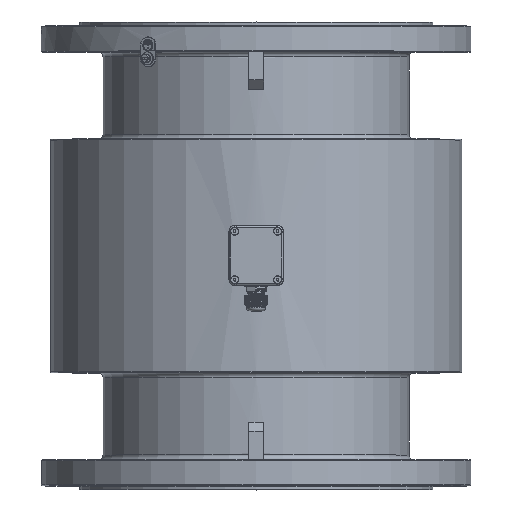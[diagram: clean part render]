
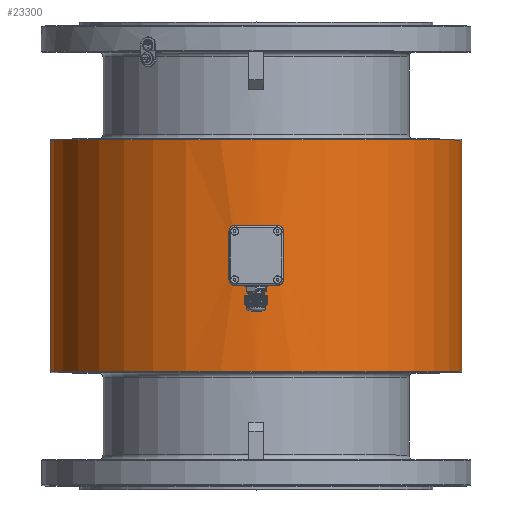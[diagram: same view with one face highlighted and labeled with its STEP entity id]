
A CAD part, top view. The second image highlights one B-rep face of the part: STEP entity #23300.
In plain terms, the highlighted cylindrical face has radius 220 mm (diameter 440 mm), a full revolution.
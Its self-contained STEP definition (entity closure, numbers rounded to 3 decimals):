
#722=FACE_BOUND('',#3150,.T.);
#1605=FACE_OUTER_BOUND('',#3149,.T.);
#3149=EDGE_LOOP('',(#15872,#15873,#15874,#15875));
#3150=EDGE_LOOP('',(#15876,#15877));
#4616=CIRCLE('',#24969,220.);
#4619=CIRCLE('',#24973,220.);
#5923=B_SPLINE_CURVE_WITH_KNOTS('',3,(#45608,#45609,#45610,#45611,#45612,
#45613,#45614,#45615,#45616,#45617,#45618,#45619,#45620,#45621,#45622,#45623,
#45624,#45625,#45626,#45627,#45628,#45629,#45630,#45631,#45632,#45633,#45634,
#45635,#45636,#45637,#45638,#45639,#45640,#45641,#45642),.UNSPECIFIED.,
 .F.,.F.,(4,2,2,2,2,2,2,2,3,2,2,2,2,2,2,2,4),(-3.166,-2.77,
-2.375,-1.979,-1.583,-1.187,
-0.792,-0.396,0.,0.396,0.792,
1.187,1.583,1.979,2.375,2.77,
3.166),.UNSPECIFIED.);
#5924=B_SPLINE_CURVE_WITH_KNOTS('',3,(#45643,#45644,#45645,#45646,#45647,
#45648,#45649,#45650,#45651,#45652,#45653,#45654,#45655,#45656,#45657,#45658,
#45659,#45660,#45661,#45662,#45663,#45664,#45665,#45666,#45667,#45668,#45669,
#45670,#45671,#45672,#45673,#45674,#45675,#45676),.UNSPECIFIED.,.F.,.F.,
(4,2,2,2,2,2,2,2,2,2,2,2,2,2,2,2,4),(3.166,3.562,
3.958,4.354,4.749,5.145,5.541,
5.937,6.332,6.728,7.124,7.52,
7.916,8.311,8.707,9.103,9.499),
 .UNSPECIFIED.);
#6487=LINE('',#45605,#7921);
#7921=VECTOR('',#28375,220.);
#9563=VERTEX_POINT('',#45597);
#9565=VERTEX_POINT('',#45603);
#9566=VERTEX_POINT('',#45606);
#9567=VERTEX_POINT('',#45607);
#11806=EDGE_CURVE('',#9563,#9563,#4616,.T.);
#11809=EDGE_CURVE('',#9565,#9565,#4619,.T.);
#11810=EDGE_CURVE('',#9565,#9563,#6487,.T.);
#11811=EDGE_CURVE('',#9566,#9567,#5923,.T.);
#11812=EDGE_CURVE('',#9567,#9566,#5924,.T.);
#15872=ORIENTED_EDGE('',*,*,#11809,.F.);
#15873=ORIENTED_EDGE('',*,*,#11810,.T.);
#15874=ORIENTED_EDGE('',*,*,#11806,.F.);
#15875=ORIENTED_EDGE('',*,*,#11810,.F.);
#15876=ORIENTED_EDGE('',*,*,#11811,.T.);
#15877=ORIENTED_EDGE('',*,*,#11812,.T.);
#21518=CYLINDRICAL_SURFACE('',#24972,220.);
#23300=ADVANCED_FACE('',(#1605,#722),#21518,.T.);
#24969=AXIS2_PLACEMENT_3D('',#45598,#28365,#28366);
#24972=AXIS2_PLACEMENT_3D('',#45602,#28371,#28372);
#24973=AXIS2_PLACEMENT_3D('',#45604,#28373,#28374);
#28365=DIRECTION('center_axis',(-1.,0.,0.));
#28366=DIRECTION('ref_axis',(0.,-1.,0.));
#28371=DIRECTION('center_axis',(1.,0.,0.));
#28372=DIRECTION('ref_axis',(0.,1.,0.));
#28373=DIRECTION('center_axis',(1.,0.,0.));
#28374=DIRECTION('ref_axis',(0.,-1.,0.));
#28375=DIRECTION('',(-1.,0.,0.));
#45597=CARTESIAN_POINT('',(-124.,-514.,0.));
#45598=CARTESIAN_POINT('Origin',(-124.,-294.,0.));
#45602=CARTESIAN_POINT('Origin',(0.,-294.,0.));
#45603=CARTESIAN_POINT('',(124.,-514.,0.));
#45604=CARTESIAN_POINT('Origin',(124.,-294.,0.));
#45605=CARTESIAN_POINT('',(0.,-514.,0.));
#45606=CARTESIAN_POINT('',(-21.,-74.,0.));
#45607=CARTESIAN_POINT('',(21.,-74.,0.));
#45608=CARTESIAN_POINT('Ctrl Pts',(-21.,-74.,
0.));
#45609=CARTESIAN_POINT('Ctrl Pts',(-21.,-74.,
-1.319));
#45610=CARTESIAN_POINT('Ctrl Pts',(-20.874,-74.012,-2.683));
#45611=CARTESIAN_POINT('Ctrl Pts',(-20.342,-74.062,-5.396));
#45612=CARTESIAN_POINT('Ctrl Pts',(-19.936,-74.1,
-6.745));
#45613=CARTESIAN_POINT('Ctrl Pts',(-18.865,-74.194,
-9.332));
#45614=CARTESIAN_POINT('Ctrl Pts',(-18.197,-74.251,
-10.572));
#45615=CARTESIAN_POINT('Ctrl Pts',(-16.656,-74.373,-12.865));
#45616=CARTESIAN_POINT('Ctrl Pts',(-15.781,-74.439,
-13.917));
#45617=CARTESIAN_POINT('Ctrl Pts',(-13.917,-74.565,
-15.781));
#45618=CARTESIAN_POINT('Ctrl Pts',(-12.865,-74.63,-16.656));
#45619=CARTESIAN_POINT('Ctrl Pts',(-10.572,-74.753,
-18.197));
#45620=CARTESIAN_POINT('Ctrl Pts',(-9.332,-74.81,
-18.865));
#45621=CARTESIAN_POINT('Ctrl Pts',(-6.745,-74.905,
-19.936));
#45622=CARTESIAN_POINT('Ctrl Pts',(-5.396,-74.942,
-20.342));
#45623=CARTESIAN_POINT('Ctrl Pts',(-2.683,-74.992,
-20.874));
#45624=CARTESIAN_POINT('Ctrl Pts',(-1.319,-75.005,
-21.));
#45625=CARTESIAN_POINT('Ctrl Pts',(0.,-75.005,
-21.));
#45626=CARTESIAN_POINT('Ctrl Pts',(1.319,-75.005,-21.));
#45627=CARTESIAN_POINT('Ctrl Pts',(2.683,-74.992,-20.874));
#45628=CARTESIAN_POINT('Ctrl Pts',(5.396,-74.942,-20.342));
#45629=CARTESIAN_POINT('Ctrl Pts',(6.745,-74.905,-19.936));
#45630=CARTESIAN_POINT('Ctrl Pts',(9.332,-74.81,-18.865));
#45631=CARTESIAN_POINT('Ctrl Pts',(10.572,-74.753,-18.197));
#45632=CARTESIAN_POINT('Ctrl Pts',(12.865,-74.63,-16.656));
#45633=CARTESIAN_POINT('Ctrl Pts',(13.917,-74.565,-15.781));
#45634=CARTESIAN_POINT('Ctrl Pts',(15.781,-74.439,-13.917));
#45635=CARTESIAN_POINT('Ctrl Pts',(16.656,-74.373,-12.865));
#45636=CARTESIAN_POINT('Ctrl Pts',(18.197,-74.251,-10.572));
#45637=CARTESIAN_POINT('Ctrl Pts',(18.865,-74.194,-9.332));
#45638=CARTESIAN_POINT('Ctrl Pts',(19.936,-74.1,-6.745));
#45639=CARTESIAN_POINT('Ctrl Pts',(20.342,-74.062,-5.396));
#45640=CARTESIAN_POINT('Ctrl Pts',(20.874,-74.012,-2.683));
#45641=CARTESIAN_POINT('Ctrl Pts',(21.,-74.,-1.319));
#45642=CARTESIAN_POINT('Ctrl Pts',(21.,-74.,0.));
#45643=CARTESIAN_POINT('Ctrl Pts',(21.,-74.,0.));
#45644=CARTESIAN_POINT('Ctrl Pts',(21.,-74.,1.319));
#45645=CARTESIAN_POINT('Ctrl Pts',(20.874,-74.012,2.683));
#45646=CARTESIAN_POINT('Ctrl Pts',(20.342,-74.062,5.396));
#45647=CARTESIAN_POINT('Ctrl Pts',(19.936,-74.1,6.745));
#45648=CARTESIAN_POINT('Ctrl Pts',(18.865,-74.194,9.332));
#45649=CARTESIAN_POINT('Ctrl Pts',(18.197,-74.251,10.572));
#45650=CARTESIAN_POINT('Ctrl Pts',(16.656,-74.373,12.865));
#45651=CARTESIAN_POINT('Ctrl Pts',(15.781,-74.439,13.917));
#45652=CARTESIAN_POINT('Ctrl Pts',(13.917,-74.565,15.781));
#45653=CARTESIAN_POINT('Ctrl Pts',(12.865,-74.63,16.656));
#45654=CARTESIAN_POINT('Ctrl Pts',(10.572,-74.753,18.197));
#45655=CARTESIAN_POINT('Ctrl Pts',(9.332,-74.81,18.865));
#45656=CARTESIAN_POINT('Ctrl Pts',(6.745,-74.905,19.936));
#45657=CARTESIAN_POINT('Ctrl Pts',(5.396,-74.942,20.342));
#45658=CARTESIAN_POINT('Ctrl Pts',(2.683,-74.992,20.874));
#45659=CARTESIAN_POINT('Ctrl Pts',(1.319,-75.005,21.));
#45660=CARTESIAN_POINT('Ctrl Pts',(-1.319,-75.005,
21.));
#45661=CARTESIAN_POINT('Ctrl Pts',(-2.683,-74.992,
20.874));
#45662=CARTESIAN_POINT('Ctrl Pts',(-5.396,-74.942,
20.342));
#45663=CARTESIAN_POINT('Ctrl Pts',(-6.745,-74.905,
19.936));
#45664=CARTESIAN_POINT('Ctrl Pts',(-9.332,-74.81,
18.865));
#45665=CARTESIAN_POINT('Ctrl Pts',(-10.572,-74.753,
18.197));
#45666=CARTESIAN_POINT('Ctrl Pts',(-12.865,-74.63,16.656));
#45667=CARTESIAN_POINT('Ctrl Pts',(-13.917,-74.565,
15.781));
#45668=CARTESIAN_POINT('Ctrl Pts',(-15.781,-74.439,
13.917));
#45669=CARTESIAN_POINT('Ctrl Pts',(-16.656,-74.373,12.865));
#45670=CARTESIAN_POINT('Ctrl Pts',(-18.197,-74.251,
10.572));
#45671=CARTESIAN_POINT('Ctrl Pts',(-18.865,-74.194,
9.332));
#45672=CARTESIAN_POINT('Ctrl Pts',(-19.936,-74.1,
6.745));
#45673=CARTESIAN_POINT('Ctrl Pts',(-20.342,-74.062,5.396));
#45674=CARTESIAN_POINT('Ctrl Pts',(-20.874,-74.012,2.683));
#45675=CARTESIAN_POINT('Ctrl Pts',(-21.,-74.,
1.319));
#45676=CARTESIAN_POINT('Ctrl Pts',(-21.,-74.,
0.));
